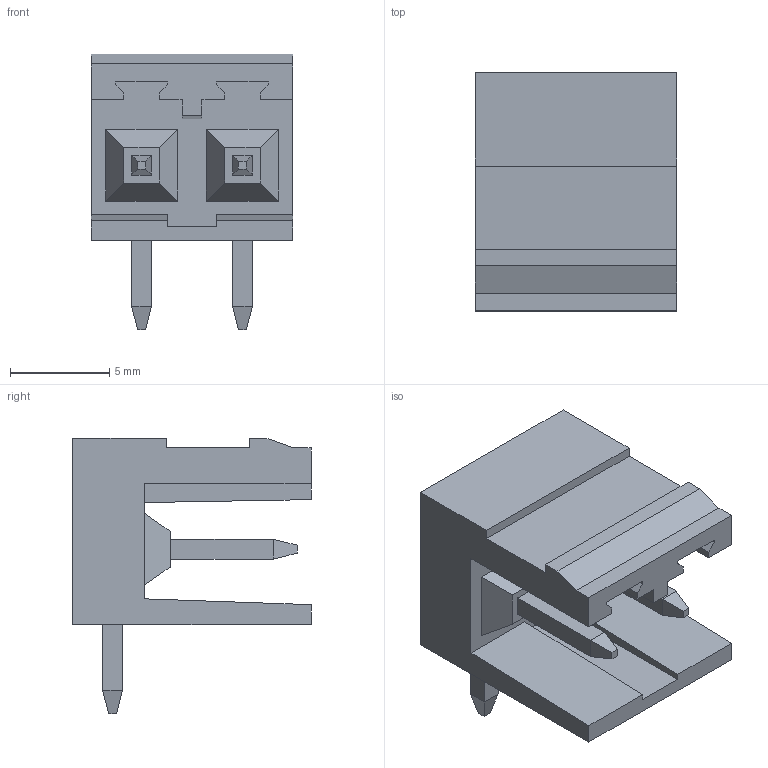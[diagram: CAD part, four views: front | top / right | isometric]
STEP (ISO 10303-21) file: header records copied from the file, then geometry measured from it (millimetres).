
FILE_DESCRIPTION(('CATIA V5 STEP Exchange','CAx-IF Rec.Pracs.--- Model Styling and Organization---1.4--- 2014-01-23'),'2;1');
FILE_NAME ('D1486159_0_1346860000_1346860000.stp','2021-05-11T09:42:09+00:00',('none'),('Weidmueller'),'CATIA Version 5-6 Release 2016 SP3 HF44','CATIA V5 STEP AP214','none');
FILE_SCHEMA(('AUTOMOTIVE_DESIGN { 1 0 10303 214 1 1 1 1 }'));
Length unit declared in the file: millimetre
Products named in the file (1): 1346860000
Bounding box: 10.16 x 12 x 13.9 mm (x, y, z)
Volume: 447.6 mm3; surface area: 1045.9 mm2
Topology: 3 solids, 3 shells, 110 faces, 290 edges, 188 vertices
Faces by surface type: plane 102, cylinder 8
Entity records: 3343 total; most frequent: CARTESIAN_POINT 584, ORIENTED_EDGE 580, DIRECTION 452, EDGE_CURVE 290, VECTOR 258, LINE 258, VERTEX_POINT 188, EDGE_LOOP 116
